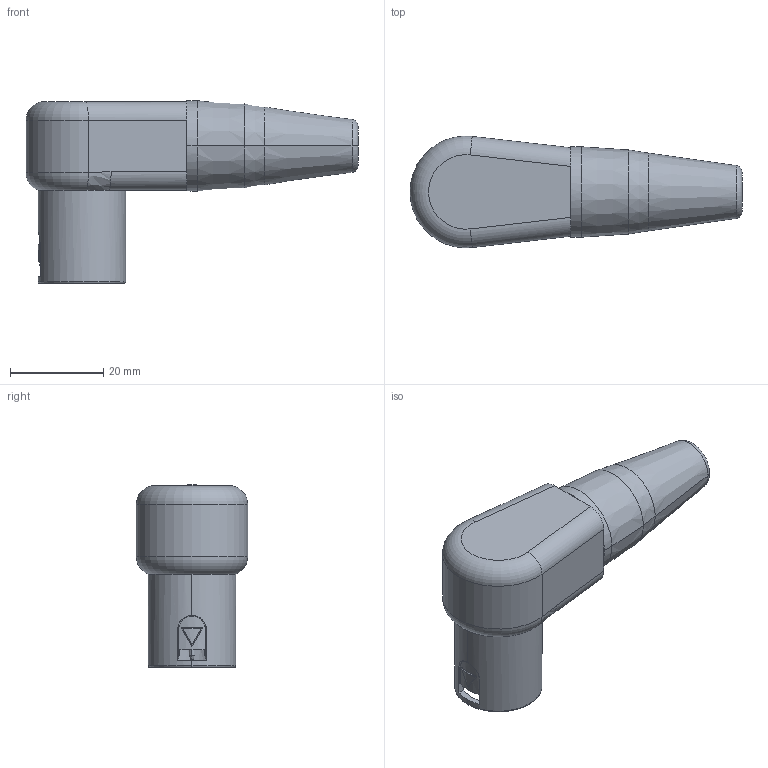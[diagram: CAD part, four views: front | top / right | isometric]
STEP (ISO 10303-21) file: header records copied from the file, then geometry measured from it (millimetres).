
FILE_DESCRIPTION((''),'2;1');
FILE_NAME('RC5MR','2021-04-27T',('xhp'),(''),'PRO/ENGINEER BY PARAMETRIC TECHNOLOGY CORPORATION, 2013040','PRO/ENGINEER BY PARAMETRIC TECHNOLOGY CORPORATION, 2013040','');
FILE_SCHEMA(('CONFIG_CONTROL_DESIGN'));
Length unit declared in the file: millimetre
Products named in the file (1): RC5MR
Bounding box: 71.3 x 23.96 x 39.2 mm (x, y, z)
Volume: 17573.6 mm3; surface area: 12283.8 mm2
Topology: 1 solids, 10 shells, 285 faces, 721 edges, 443 vertices
Faces by surface type: plane 126, cylinder 75, cone 50, torus 17, sphere 10, bspline 7
Entity records: 8836 total; most frequent: CARTESIAN_POINT 1907, DIRECTION 1477, ORIENTED_EDGE 1402, EDGE_CURVE 701, AXIS2_PLACEMENT_3D 539, VERTEX_POINT 443, VECTOR 399, LINE 399
